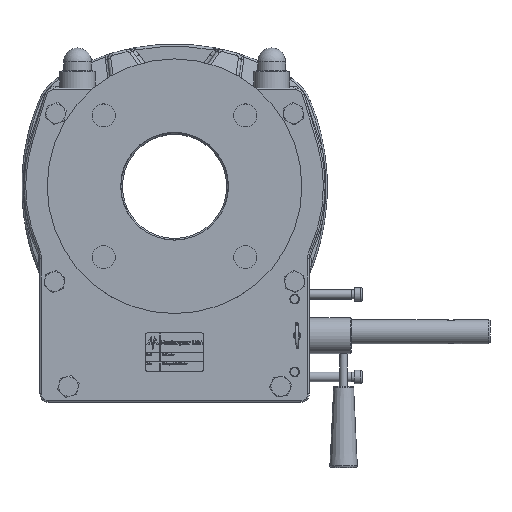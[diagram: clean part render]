
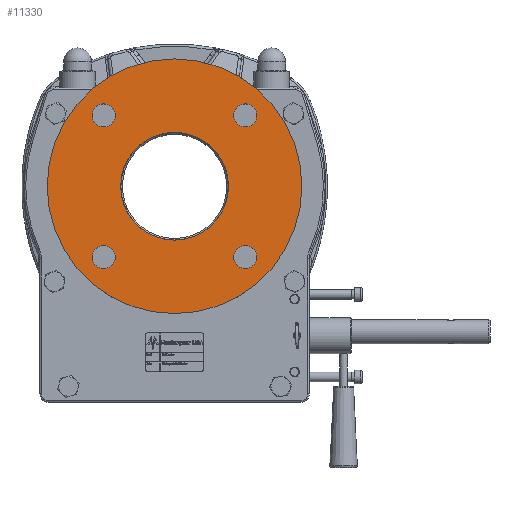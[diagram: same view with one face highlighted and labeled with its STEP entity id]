
A CAD part, top view. The second image highlights one B-rep face of the part: STEP entity #11330.
In plain terms, the highlighted planar face has unit normal (0, 0, 1).
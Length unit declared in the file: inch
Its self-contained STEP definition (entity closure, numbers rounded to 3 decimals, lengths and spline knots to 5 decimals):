
#6989=CARTESIAN_POINT('',(4.134,0.,6.0625));
#6990=VERTEX_POINT('',#6989);
#6991=CARTESIAN_POINT('',(0.,0.,6.0625));
#6992=DIRECTION('',(0.0,0.0,1.0));
#6993=DIRECTION('',(-1.0,0.0,0.0));
#6994=AXIS2_PLACEMENT_3D('',#6991,#6992,#6993);
#6995=CIRCLE('',#6994,4.134);
#6996=EDGE_CURVE('',#6990,#6990,#6995,.T.);
#11042=CARTESIAN_POINT('',(2.6731,2.2981,6.0625));
#11043=VERTEX_POINT('',#11042);
#11044=CARTESIAN_POINT('',(2.2981,2.2981,6.0625));
#11045=DIRECTION('',(0.0,0.0,-1.0));
#11046=DIRECTION('',(1.0,0.0,0.0));
#11047=AXIS2_PLACEMENT_3D('',#11044,#11045,#11046);
#11048=CIRCLE('',#11047,0.375);
#11049=EDGE_CURVE('',#11043,#11043,#11048,.T.);
#11083=CARTESIAN_POINT('',(2.6731,-2.2981,6.0625));
#11084=VERTEX_POINT('',#11083);
#11085=CARTESIAN_POINT('',(2.2981,-2.2981,6.0625));
#11086=DIRECTION('',(0.0,0.0,-1.0));
#11087=DIRECTION('',(1.0,0.0,0.0));
#11088=AXIS2_PLACEMENT_3D('',#11085,#11086,#11087);
#11089=CIRCLE('',#11088,0.375);
#11090=EDGE_CURVE('',#11084,#11084,#11089,.T.);
#11124=CARTESIAN_POINT('',(-1.9231,-2.2981,6.0625));
#11125=VERTEX_POINT('',#11124);
#11126=CARTESIAN_POINT('',(-2.2981,-2.2981,6.0625));
#11127=DIRECTION('',(0.0,0.0,-1.0));
#11128=DIRECTION('',(1.0,0.0,0.0));
#11129=AXIS2_PLACEMENT_3D('',#11126,#11127,#11128);
#11130=CIRCLE('',#11129,0.375);
#11131=EDGE_CURVE('',#11125,#11125,#11130,.T.);
#11165=CARTESIAN_POINT('',(-1.9231,2.2981,6.0625));
#11166=VERTEX_POINT('',#11165);
#11167=CARTESIAN_POINT('',(-2.2981,2.2981,6.0625));
#11168=DIRECTION('',(0.0,0.0,-1.0));
#11169=DIRECTION('',(1.0,0.0,0.0));
#11170=AXIS2_PLACEMENT_3D('',#11167,#11168,#11169);
#11171=CIRCLE('',#11170,0.375);
#11172=EDGE_CURVE('',#11166,#11166,#11171,.T.);
#11292=CARTESIAN_POINT('',(1.75022,0.,6.0625));
#11293=VERTEX_POINT('',#11292);
#11294=CARTESIAN_POINT('',(0.00022,0.,6.0625));
#11295=DIRECTION('',(0.0,0.0,-1.0));
#11296=DIRECTION('',(-1.0,0.0,0.0));
#11297=AXIS2_PLACEMENT_3D('',#11294,#11295,#11296);
#11298=CIRCLE('',#11297,1.75);
#11299=EDGE_CURVE('',#11293,#11293,#11298,.T.);
#11307=CARTESIAN_POINT('',(0.,0.,6.0625));
#11308=DIRECTION('',(0.0,0.0,-1.0));
#11309=DIRECTION('',(-1.0,0.0,0.0));
#11310=AXIS2_PLACEMENT_3D('',#11307,#11308,#11309);
#11311=PLANE('',#11310);
#11312=ORIENTED_EDGE('',*,*,#6996,.T.);
#11313=EDGE_LOOP('',(#11312));
#11314=FACE_OUTER_BOUND('',#11313,.T.);
#11315=ORIENTED_EDGE('',*,*,#11049,.T.);
#11316=EDGE_LOOP('',(#11315));
#11317=FACE_BOUND('',#11316,.T.);
#11318=ORIENTED_EDGE('',*,*,#11090,.T.);
#11319=EDGE_LOOP('',(#11318));
#11320=FACE_BOUND('',#11319,.T.);
#11321=ORIENTED_EDGE('',*,*,#11131,.T.);
#11322=EDGE_LOOP('',(#11321));
#11323=FACE_BOUND('',#11322,.T.);
#11324=ORIENTED_EDGE('',*,*,#11172,.T.);
#11325=EDGE_LOOP('',(#11324));
#11326=FACE_BOUND('',#11325,.T.);
#11327=ORIENTED_EDGE('',*,*,#11299,.T.);
#11328=EDGE_LOOP('',(#11327));
#11329=FACE_BOUND('',#11328,.T.);
#11330=ADVANCED_FACE('',(#11314,#11317,#11320,#11323,#11326,#11329),#11311,.F.);
